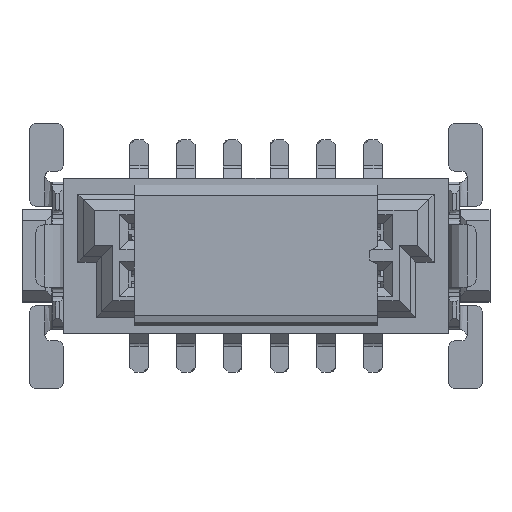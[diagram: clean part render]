
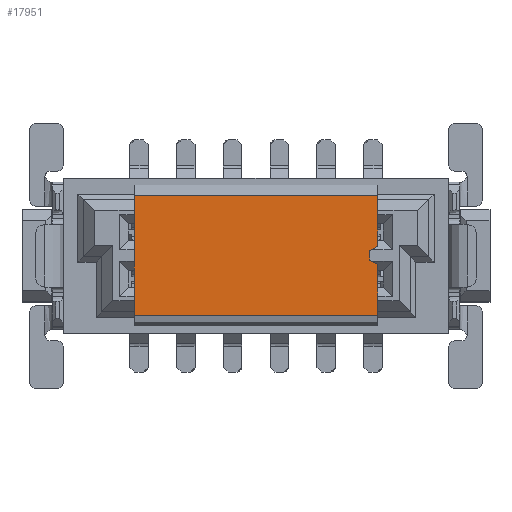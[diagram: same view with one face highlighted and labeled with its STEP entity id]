
A CAD part, top view. The second image highlights one B-rep face of the part: STEP entity #17951.
In plain terms, the highlighted planar face has unit normal (0, 0, 1).
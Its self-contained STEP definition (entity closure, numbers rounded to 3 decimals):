
#17573=CARTESIAN_POINT('',(3.3,1.625,9.05));
#17574=VERTEX_POINT('',#17573);
#17582=CARTESIAN_POINT('',(3.3,0.25,9.05));
#17583=VERTEX_POINT('',#17582);
#17584=CARTESIAN_POINT('',(3.3,0.25,9.05));
#17585=DIRECTION('',(0.,1.,0.));
#17586=VECTOR('',#17585,1.375);
#17587=LINE('',#17584,#17586);
#17588=EDGE_CURVE('',#17583,#17574,#17587,.T.);
#17647=CARTESIAN_POINT('',(3.3,-0.25,9.05));
#17648=VERTEX_POINT('',#17647);
#17649=CARTESIAN_POINT('',(3.3,0.,9.05));
#17650=DIRECTION('',(0.,-1.,0.));
#17651=DIRECTION('',(0.,0.,-1.));
#17652=AXIS2_PLACEMENT_3D('',#17649,#17651,#17650);
#17653=CIRCLE('',#17652,0.25);
#17654=EDGE_CURVE('',#17648,#17583,#17653,.T.);
#17681=CARTESIAN_POINT('',(3.3,-1.625,9.05));
#17682=VERTEX_POINT('',#17681);
#17683=CARTESIAN_POINT('',(3.3,-1.625,9.05));
#17684=DIRECTION('',(0.,1.,0.));
#17685=VECTOR('',#17684,1.375);
#17686=LINE('',#17683,#17685);
#17687=EDGE_CURVE('',#17682,#17648,#17686,.T.);
#17906=CARTESIAN_POINT('',(-3.3,1.625,9.05));
#17907=VERTEX_POINT('',#17906);
#17908=CARTESIAN_POINT('',(3.3,1.625,9.05));
#17909=DIRECTION('',(-1.,0.,0.));
#17910=VECTOR('',#17909,6.6);
#17911=LINE('',#17908,#17910);
#17912=EDGE_CURVE('',#17574,#17907,#17911,.T.);
#17926=CARTESIAN_POINT('',(0.,0.,9.05));
#17927=DIRECTION('',(0.,1.,0.));
#17928=DIRECTION('',(0.,-0.,1.));
#17929=AXIS2_PLACEMENT_3D('',#17926,#17928,#17927);
#17930=PLANE('',#17929);
#17931=CARTESIAN_POINT('',(-3.3,-1.625,9.05));
#17932=VERTEX_POINT('',#17931);
#17933=CARTESIAN_POINT('',(3.3,-1.625,9.05));
#17934=DIRECTION('',(-1.,0.,0.));
#17935=VECTOR('',#17934,6.6);
#17936=LINE('',#17933,#17935);
#17937=EDGE_CURVE('',#17682,#17932,#17936,.T.);
#17938=ORIENTED_EDGE('',*,*,#17937,.F.);
#17939=ORIENTED_EDGE('',*,*,#17687,.T.);
#17940=ORIENTED_EDGE('',*,*,#17654,.T.);
#17941=ORIENTED_EDGE('',*,*,#17588,.T.);
#17942=ORIENTED_EDGE('',*,*,#17912,.T.);
#17943=CARTESIAN_POINT('',(-3.3,-1.625,9.05));
#17944=DIRECTION('',(0.,1.,0.));
#17945=VECTOR('',#17944,3.25);
#17946=LINE('',#17943,#17945);
#17947=EDGE_CURVE('',#17932,#17907,#17946,.T.);
#17948=ORIENTED_EDGE('',*,*,#17947,.F.);
#17949=EDGE_LOOP('',(#17938,#17939,#17940,#17941,#17942,#17948));
#17950=FACE_OUTER_BOUND('',#17949,.T.);
#17951=ADVANCED_FACE('',(#17950),#17930,.T.);
